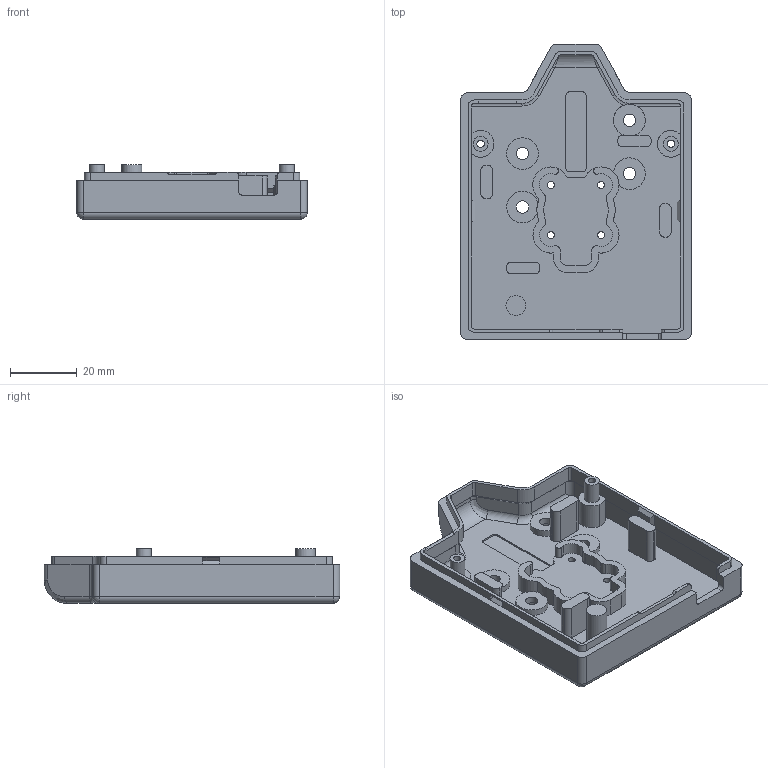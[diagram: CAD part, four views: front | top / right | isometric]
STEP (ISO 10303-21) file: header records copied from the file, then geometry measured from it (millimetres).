
FILE_DESCRIPTION(/* description */ (''),/* implementation_level */ '2;1');
FILE_NAME(/* name */ 'Jacdac-HeadMouse-Bottom.step',/* time_stamp */ '2021-10-28T19:01:46-07:00',/* author */ (''),/* organization */ (''),/* preprocessor_version */ 'ST-DEVELOPER v18.1',/* originating_system */ 'Autodesk Translation Framework v10.10.0.1391',/* authorisation */ '');
FILE_SCHEMA (('AUTOMOTIVE_DESIGN { 1 0 10303 214 3 1 1 }'));
Length unit declared in the file: millimetre
Products named in the file (2): Jacdac-HeadMouse-Bottom; Enclosure
Assembly tree (1 placements, depth 2):
  Jacdac-HeadMouse-Bottom
    Enclosure
Bounding box: 69 x 88.5 x 16.4 mm (x, y, z)
Volume: 21780.6 mm3; surface area: 22188.4 mm2
Topology: 1 solids, 1 shells, 351 faces, 911 edges, 584 vertices
Faces by surface type: plane 161, cylinder 124, bspline 50, cone 8, torus 4, sphere 4
Full cylindrical faces by diameter (mm): 2.1 x3, 2.2 x2, 3.7 x4, 4.5 x2, 5.1 x4, 6 x1, 6.3 x2, 7.2 x4, 9.5 x1
Entity records: 11619 total; most frequent: CARTESIAN_POINT 3032, ORIENTED_EDGE 1822, DIRECTION 1692, EDGE_CURVE 911, VERTEX_POINT 584, AXIS2_PLACEMENT_3D 573, LINE 546, VECTOR 546
